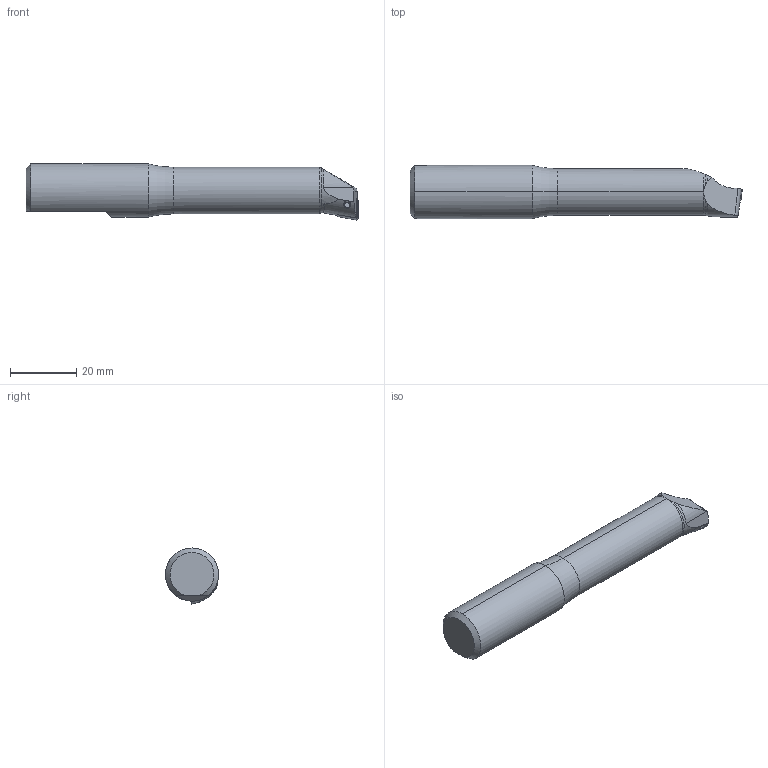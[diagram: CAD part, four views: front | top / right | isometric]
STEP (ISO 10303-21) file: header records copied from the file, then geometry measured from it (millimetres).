
FILE_DESCRIPTION (( 'STEP AP214' ), '1' );
FILE_NAME ('270.018.006.STEP', '2025-02-20T15:25:42', ( '' ), ( '' ), 'SwSTEP 2.0', 'SolidWorks 2022', '' );
FILE_SCHEMA (( 'AUTOMOTIVE_DESIGN' ));
Length unit declared in the file: millimetre
Products named in the file (4): WCA-ER2.001.006_A; 270.018.006; B18-WCA.001.100_A; CCMT060204
Assembly tree (3 placements, depth 2):
  270.018.006
    B18-WCA.001.100_A
    CCMT060204
    WCA-ER2.001.006_A
Bounding box: 100 x 16 x 16.88 mm (x, y, z)
Volume: 15853.5 mm3; surface area: 4995.2 mm2
Topology: 3 solids, 3 shells, 117 faces, 292 edges, 178 vertices
Faces by surface type: cylinder 36, plane 29, cone 25, bspline 13, torus 12, sphere 2
Entity records: 4150 total; most frequent: CARTESIAN_POINT 1239, ORIENTED_EDGE 576, DIRECTION 521, EDGE_CURVE 288, AXIS2_PLACEMENT_3D 208, VERTEX_POINT 178, EDGE_LOOP 122, ADVANCED_FACE 117
